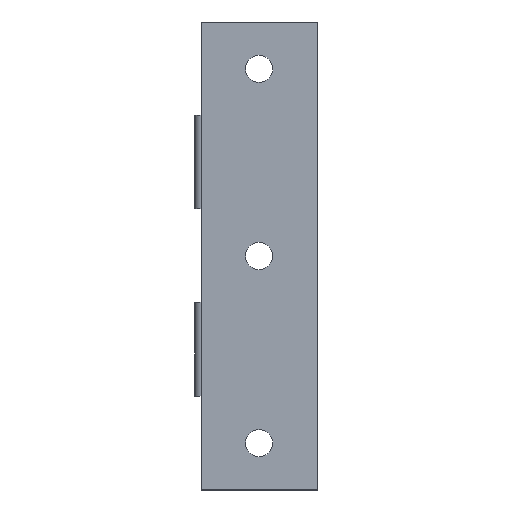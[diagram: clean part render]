
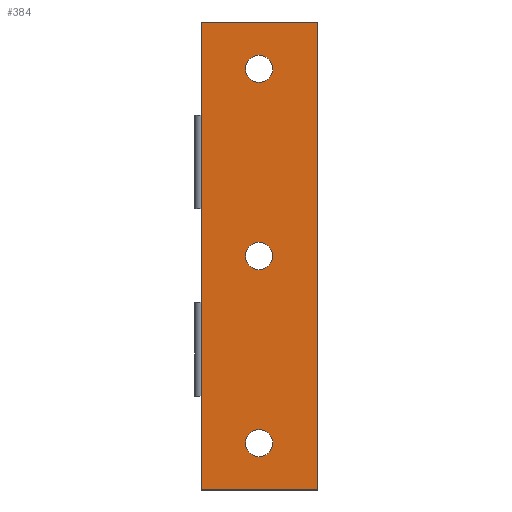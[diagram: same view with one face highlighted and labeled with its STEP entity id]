
A CAD part, top view. The second image highlights one B-rep face of the part: STEP entity #384.
In plain terms, the highlighted planar face has unit normal (0, 0, 1).
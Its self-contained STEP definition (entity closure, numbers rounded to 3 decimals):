
#10 = CIRCLE ( 'NONE', #183, 1.875 ) ;
#12 = CARTESIAN_POINT ( 'NONE',  ( 16., 0., 1.35 ) ) ;
#14 = VECTOR ( 'NONE', #112, 1000. ) ;
#23 = CARTESIAN_POINT ( 'NONE',  ( 0., 0., 1.35 ) ) ;
#30 = EDGE_CURVE ( 'NONE', #589, #37, #349, .T. ) ;
#32 = DIRECTION ( 'NONE',  ( 0., 0., 1. ) ) ;
#36 = CARTESIAN_POINT ( 'NONE',  ( 6.125, 6.45, 1.35 ) ) ;
#37 = VERTEX_POINT ( 'NONE', #23 ) ;
#44 = FACE_BOUND ( 'NONE', #558, .T. ) ;
#53 = AXIS2_PLACEMENT_3D ( 'NONE', #551, #32, #507 ) ;
#55 = DIRECTION ( 'NONE',  ( 0., -1., 0. ) ) ;
#76 = CARTESIAN_POINT ( 'NONE',  ( 0., 0., 1.35 ) ) ;
#93 = ORIENTED_EDGE ( 'NONE', *, *, #30, .T. ) ;
#97 = EDGE_CURVE ( 'NONE', #37, #580, #203, .T. ) ;
#99 = CARTESIAN_POINT ( 'NONE',  ( 16., 64.5, 1.35 ) ) ;
#103 = ORIENTED_EDGE ( 'NONE', *, *, #286, .F. ) ;
#107 = ORIENTED_EDGE ( 'NONE', *, *, #198, .F. ) ;
#112 = DIRECTION ( 'NONE',  ( 1., 0., 0. ) ) ;
#113 = EDGE_CURVE ( 'NONE', #174, #428, #243, .T. ) ;
#120 = EDGE_CURVE ( 'NONE', #587, #258, #267, .T. ) ;
#124 = DIRECTION ( 'NONE',  ( -1., 0., 0. ) ) ;
#127 = VECTOR ( 'NONE', #199, 1000. ) ;
#134 = ORIENTED_EDGE ( 'NONE', *, *, #113, .F. ) ;
#142 = ORIENTED_EDGE ( 'NONE', *, *, #120, .F. ) ;
#145 = CARTESIAN_POINT ( 'NONE',  ( 0., 64.5, 1.35 ) ) ;
#156 = LINE ( 'NONE', #578, #404 ) ;
#158 = AXIS2_PLACEMENT_3D ( 'NONE', #563, #287, #419 ) ;
#159 = CARTESIAN_POINT ( 'NONE',  ( 0., 64.5, 1.35 ) ) ;
#162 = VERTEX_POINT ( 'NONE', #175 ) ;
#166 = ORIENTED_EDGE ( 'NONE', *, *, #483, .F. ) ;
#169 = AXIS2_PLACEMENT_3D ( 'NONE', #288, #377, #383 ) ;
#171 = FACE_BOUND ( 'NONE', #572, .T. ) ;
#174 = VERTEX_POINT ( 'NONE', #321 ) ;
#175 = CARTESIAN_POINT ( 'NONE',  ( 9.875, 6.45, 1.35 ) ) ;
#178 = CARTESIAN_POINT ( 'NONE',  ( 8., 6.45, 1.35 ) ) ;
#179 = CARTESIAN_POINT ( 'NONE',  ( 8., 58.05, 1.35 ) ) ;
#183 = AXIS2_PLACEMENT_3D ( 'NONE', #621, #390, #522 ) ;
#187 = PLANE ( 'NONE',  #158 ) ;
#193 = ORIENTED_EDGE ( 'NONE', *, *, #615, .F. ) ;
#198 = EDGE_CURVE ( 'NONE', #428, #174, #358, .T. ) ;
#199 = DIRECTION ( 'NONE',  ( 1., 0., 0. ) ) ;
#203 = LINE ( 'NONE', #76, #14 ) ;
#212 = CARTESIAN_POINT ( 'NONE',  ( 6.125, 32.25, 1.35 ) ) ;
#221 = FACE_OUTER_BOUND ( 'NONE', #224, .T. ) ;
#223 = CARTESIAN_POINT ( 'NONE',  ( 0., 64.5, 1.35 ) ) ;
#224 = EDGE_LOOP ( 'NONE', ( #335, #193, #166, #93 ) ) ;
#243 = CIRCLE ( 'NONE', #574, 1.875 ) ;
#247 = CARTESIAN_POINT ( 'NONE',  ( 9.875, 32.25, 1.35 ) ) ;
#258 = VERTEX_POINT ( 'NONE', #247 ) ;
#266 = EDGE_LOOP ( 'NONE', ( #142, #533 ) ) ;
#267 = CIRCLE ( 'NONE', #497, 1.875 ) ;
#269 = EDGE_CURVE ( 'NONE', #308, #162, #624, .T. ) ;
#272 = ORIENTED_EDGE ( 'NONE', *, *, #269, .F. ) ;
#286 = EDGE_CURVE ( 'NONE', #162, #308, #355, .T. ) ;
#287 = DIRECTION ( 'NONE',  ( 0., 0., -1. ) ) ;
#288 = CARTESIAN_POINT ( 'NONE',  ( 8., 58.05, 1.35 ) ) ;
#308 = VERTEX_POINT ( 'NONE', #36 ) ;
#321 = CARTESIAN_POINT ( 'NONE',  ( 6.125, 58.05, 1.35 ) ) ;
#335 = ORIENTED_EDGE ( 'NONE', *, *, #97, .T. ) ;
#337 = AXIS2_PLACEMENT_3D ( 'NONE', #178, #368, #124 ) ;
#349 = LINE ( 'NONE', #223, #629 ) ;
#355 = CIRCLE ( 'NONE', #53, 1.875 ) ;
#358 = CIRCLE ( 'NONE', #169, 1.875 ) ;
#368 = DIRECTION ( 'NONE',  ( 0., 0., 1. ) ) ;
#373 = LINE ( 'NONE', #145, #127 ) ;
#377 = DIRECTION ( 'NONE',  ( 0., 0., 1. ) ) ;
#383 = DIRECTION ( 'NONE',  ( -1., 0., 0. ) ) ;
#384 = ADVANCED_FACE ( 'NONE', ( #171, #44, #414, #221 ), #187, .F. ) ;
#390 = DIRECTION ( 'NONE',  ( 0., 0., 1. ) ) ;
#404 = VECTOR ( 'NONE', #55, 1000. ) ;
#409 = EDGE_CURVE ( 'NONE', #258, #587, #10, .T. ) ;
#414 = FACE_BOUND ( 'NONE', #266, .T. ) ;
#419 = DIRECTION ( 'NONE',  ( -1., 0., 0. ) ) ;
#420 = DIRECTION ( 'NONE',  ( 0., 0., 1. ) ) ;
#428 = VERTEX_POINT ( 'NONE', #573 ) ;
#483 = EDGE_CURVE ( 'NONE', #589, #526, #373, .T. ) ;
#497 = AXIS2_PLACEMENT_3D ( 'NONE', #610, #420, #550 ) ;
#505 = DIRECTION ( 'NONE',  ( 0., 0., 1. ) ) ;
#507 = DIRECTION ( 'NONE',  ( -1., 0., 0. ) ) ;
#522 = DIRECTION ( 'NONE',  ( -1., 0., 0. ) ) ;
#526 = VERTEX_POINT ( 'NONE', #99 ) ;
#533 = ORIENTED_EDGE ( 'NONE', *, *, #409, .F. ) ;
#550 = DIRECTION ( 'NONE',  ( -1., 0., 0. ) ) ;
#551 = CARTESIAN_POINT ( 'NONE',  ( 8., 6.45, 1.35 ) ) ;
#558 = EDGE_LOOP ( 'NONE', ( #272, #103 ) ) ;
#563 = CARTESIAN_POINT ( 'NONE',  ( 0., 64.5, 1.35 ) ) ;
#572 = EDGE_LOOP ( 'NONE', ( #134, #107 ) ) ;
#573 = CARTESIAN_POINT ( 'NONE',  ( 9.875, 58.05, 1.35 ) ) ;
#574 = AXIS2_PLACEMENT_3D ( 'NONE', #179, #505, #600 ) ;
#578 = CARTESIAN_POINT ( 'NONE',  ( 16., 64.5, 1.35 ) ) ;
#580 = VERTEX_POINT ( 'NONE', #12 ) ;
#587 = VERTEX_POINT ( 'NONE', #212 ) ;
#589 = VERTEX_POINT ( 'NONE', #159 ) ;
#598 = DIRECTION ( 'NONE',  ( 0., -1., 0. ) ) ;
#600 = DIRECTION ( 'NONE',  ( -1., 0., 0. ) ) ;
#610 = CARTESIAN_POINT ( 'NONE',  ( 8., 32.25, 1.35 ) ) ;
#615 = EDGE_CURVE ( 'NONE', #526, #580, #156, .T. ) ;
#621 = CARTESIAN_POINT ( 'NONE',  ( 8., 32.25, 1.35 ) ) ;
#624 = CIRCLE ( 'NONE', #337, 1.875 ) ;
#629 = VECTOR ( 'NONE', #598, 1000. ) ;
